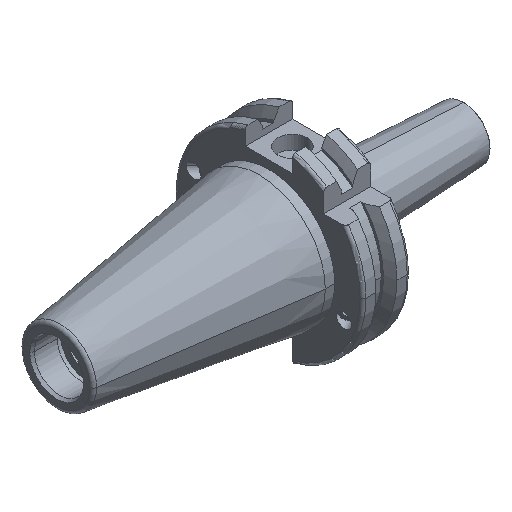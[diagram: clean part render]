
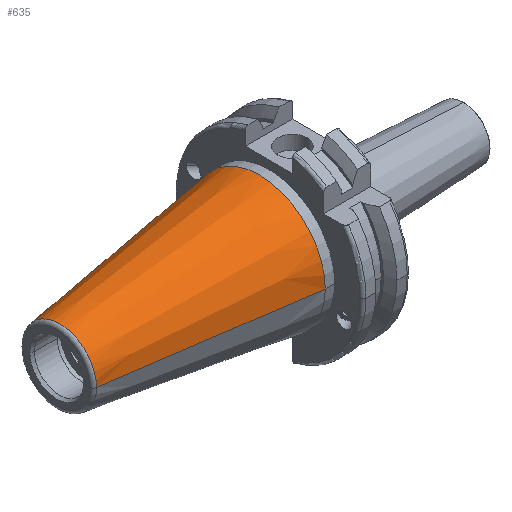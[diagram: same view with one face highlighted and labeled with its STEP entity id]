
A CAD part, isometric view. The second image highlights one B-rep face of the part: STEP entity #635.
In plain terms, the highlighted conical face has half-angle 8.297 degrees and reference radius 22.225 mm.
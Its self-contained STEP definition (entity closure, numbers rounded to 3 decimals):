
#17 = CARTESIAN_POINT ( 'NONE',  ( 0., -22.225, 0. ) ) ;
#88 = DIRECTION ( 'NONE',  ( 0., -1., 0. ) ) ;
#122 = DIRECTION ( 'NONE',  ( -1., 0., 0. ) ) ;
#290 = CARTESIAN_POINT ( 'NONE',  ( 0., 22.225, 0. ) ) ;
#292 = DIRECTION ( 'NONE',  ( 0., 1., 0. ) ) ;
#301 = AXIS2_PLACEMENT_3D ( 'NONE', #574, #122, #1864 ) ;
#448 = EDGE_CURVE ( 'NONE', #5053, #5148, #2898, .T. ) ;
#574 = CARTESIAN_POINT ( 'NONE',  ( 0., 0., 0. ) ) ;
#635 = ADVANCED_FACE ( 'NONE', ( #4499 ), #4296, .T. ) ;
#740 = CARTESIAN_POINT ( 'NONE',  ( 0., -22.225, 0. ) ) ;
#764 = EDGE_CURVE ( 'NONE', #4578, #1654, #1436, .T. ) ;
#1025 = EDGE_CURVE ( 'NONE', #4578, #5053, #2371, .T. ) ;
#1393 = VECTOR ( 'NONE', #4588, 1000. ) ;
#1436 = LINE ( 'NONE', #17, #1393 ) ;
#1654 = VERTEX_POINT ( 'NONE', #740 ) ;
#1686 = AXIS2_PLACEMENT_3D ( 'NONE', #4953, #2590, #292 ) ;
#1864 = DIRECTION ( 'NONE',  ( 0., -1., 0. ) ) ;
#2371 = CIRCLE ( 'NONE', #5180, 12.4 ) ;
#2438 = CARTESIAN_POINT ( 'NONE',  ( 0., 22.225, 0. ) ) ;
#2590 = DIRECTION ( 'NONE',  ( 1., 0., 0. ) ) ;
#2898 = LINE ( 'NONE', #2438, #3602 ) ;
#2903 = ORIENTED_EDGE ( 'NONE', *, *, #1025, .F. ) ;
#2943 = CARTESIAN_POINT ( 'NONE',  ( -67.373, 0., 0. ) ) ;
#2981 = DIRECTION ( 'NONE',  ( 0.99, 0.144, 0. ) ) ;
#3208 = EDGE_CURVE ( 'NONE', #1654, #5148, #5950, .T. ) ;
#3602 = VECTOR ( 'NONE', #2981, 1000. ) ;
#3874 = DIRECTION ( 'NONE',  ( -1., 0., 0. ) ) ;
#3954 = CARTESIAN_POINT ( 'NONE',  ( -67.373, -12.4, 0. ) ) ;
#4296 = CONICAL_SURFACE ( 'NONE', #1686, 22.225, 0.145 ) ;
#4499 = FACE_OUTER_BOUND ( 'NONE', #4889, .T. ) ;
#4578 = VERTEX_POINT ( 'NONE', #3954 ) ;
#4588 = DIRECTION ( 'NONE',  ( 0.99, -0.144, 0. ) ) ;
#4761 = ORIENTED_EDGE ( 'NONE', *, *, #3208, .T. ) ;
#4800 = ORIENTED_EDGE ( 'NONE', *, *, #764, .T. ) ;
#4812 = ORIENTED_EDGE ( 'NONE', *, *, #448, .F. ) ;
#4889 = EDGE_LOOP ( 'NONE', ( #2903, #4800, #4761, #4812 ) ) ;
#4953 = CARTESIAN_POINT ( 'NONE',  ( 0., 0., 0. ) ) ;
#4983 = CARTESIAN_POINT ( 'NONE',  ( -67.373, 12.4, 0. ) ) ;
#5053 = VERTEX_POINT ( 'NONE', #4983 ) ;
#5148 = VERTEX_POINT ( 'NONE', #290 ) ;
#5180 = AXIS2_PLACEMENT_3D ( 'NONE', #2943, #3874, #88 ) ;
#5950 = CIRCLE ( 'NONE', #301, 22.225 ) ;
